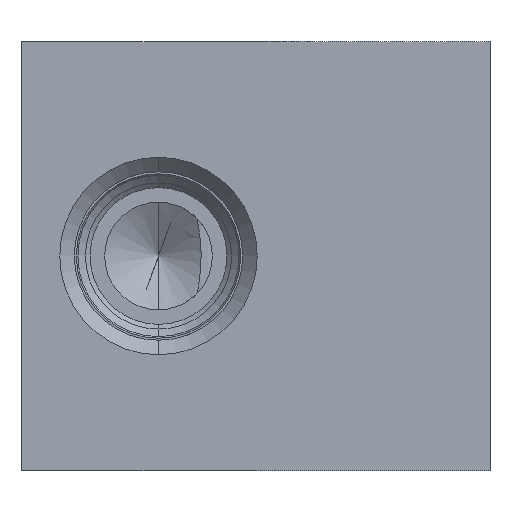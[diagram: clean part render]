
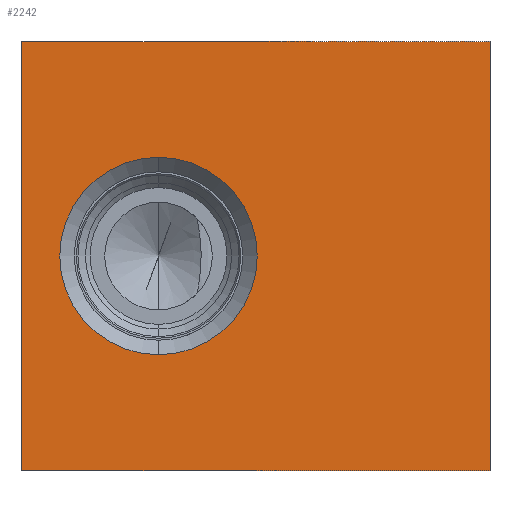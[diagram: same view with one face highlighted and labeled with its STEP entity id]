
A CAD part, front view. The second image highlights one B-rep face of the part: STEP entity #2242.
In plain terms, the highlighted planar face has unit normal (0, -1, 0).
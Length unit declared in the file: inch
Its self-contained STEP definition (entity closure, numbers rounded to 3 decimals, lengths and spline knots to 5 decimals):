
#5=DIRECTION('',(1.,0.,0.));
#6=VECTOR('',#5,3.);
#7=CARTESIAN_POINT('',(0.,-4.,0.));
#8=LINE('',#7,#6);
#75=DIRECTION('',(0.,0.,1.));
#76=VECTOR('',#75,2.75);
#77=CARTESIAN_POINT('',(3.,-4.,0.));
#78=LINE('',#77,#76);
#99=DIRECTION('',(0.,0.,1.));
#100=VECTOR('',#99,2.75);
#101=CARTESIAN_POINT('',(0.,-4.,0.));
#102=LINE('',#101,#100);
#103=CARTESIAN_POINT('',(0.875,-4.,1.375));
#104=DIRECTION('',(0.,1.,0.));
#105=DIRECTION('',(0.,0.,-1.));
#106=AXIS2_PLACEMENT_3D('',#103,#104,#105);
#108=CARTESIAN_POINT('',(0.875,-4.,1.375));
#109=DIRECTION('',(0.,1.,0.));
#110=DIRECTION('',(0.,0.,1.));
#111=AXIS2_PLACEMENT_3D('',#108,#109,#110);
#125=DIRECTION('',(1.,0.,0.));
#126=VECTOR('',#125,3.);
#127=CARTESIAN_POINT('',(0.,-4.,2.75));
#128=LINE('',#127,#126);
#1838=CARTESIAN_POINT('',(0.,-4.,0.));
#1840=VERTEX_POINT('',#1838);
#1841=CARTESIAN_POINT('',(3.,-4.,0.));
#1842=VERTEX_POINT('',#1841);
#1846=CARTESIAN_POINT('',(0.,-4.,2.75));
#1848=VERTEX_POINT('',#1846);
#1849=CARTESIAN_POINT('',(3.,-4.,2.75));
#1850=VERTEX_POINT('',#1849);
#2033=CARTESIAN_POINT('',(0.875,-4.,2.008));
#2034=VERTEX_POINT('',#2033);
#2035=CARTESIAN_POINT('',(0.875,-4.,0.742));
#2036=VERTEX_POINT('',#2035);
#2224=CARTESIAN_POINT('',(0.,-4.,0.));
#2225=DIRECTION('',(0.,-1.,0.));
#2226=DIRECTION('',(1.,0.,0.));
#2227=AXIS2_PLACEMENT_3D('',#2224,#2225,#2226);
#2228=PLANE('',#2227);
#2229=ORIENTED_EDGE('',*,*,#2130,.F.);
#2230=ORIENTED_EDGE('',*,*,#2161,.T.);
#2232=ORIENTED_EDGE('',*,*,#2231,.T.);
#2233=ORIENTED_EDGE('',*,*,#2204,.F.);
#2234=EDGE_LOOP('',(#2229,#2230,#2232,#2233));
#2235=FACE_OUTER_BOUND('',#2234,.F.);
#2237=ORIENTED_EDGE('',*,*,#2236,.F.);
#2239=ORIENTED_EDGE('',*,*,#2238,.F.);
#2240=EDGE_LOOP('',(#2237,#2239));
#2241=FACE_BOUND('',#2240,.F.);
#2242=ADVANCED_FACE('',(#2235,#2241),#2228,.T.);
#107=CIRCLE('',#106,0.633);
#112=CIRCLE('',#111,0.633);
#2130=EDGE_CURVE('',#1840,#1842,#8,.T.);
#2161=EDGE_CURVE('',#1840,#1848,#102,.T.);
#2204=EDGE_CURVE('',#1842,#1850,#78,.T.);
#2231=EDGE_CURVE('',#1848,#1850,#128,.T.);
#2236=EDGE_CURVE('',#2036,#2034,#107,.T.);
#2238=EDGE_CURVE('',#2034,#2036,#112,.T.);
